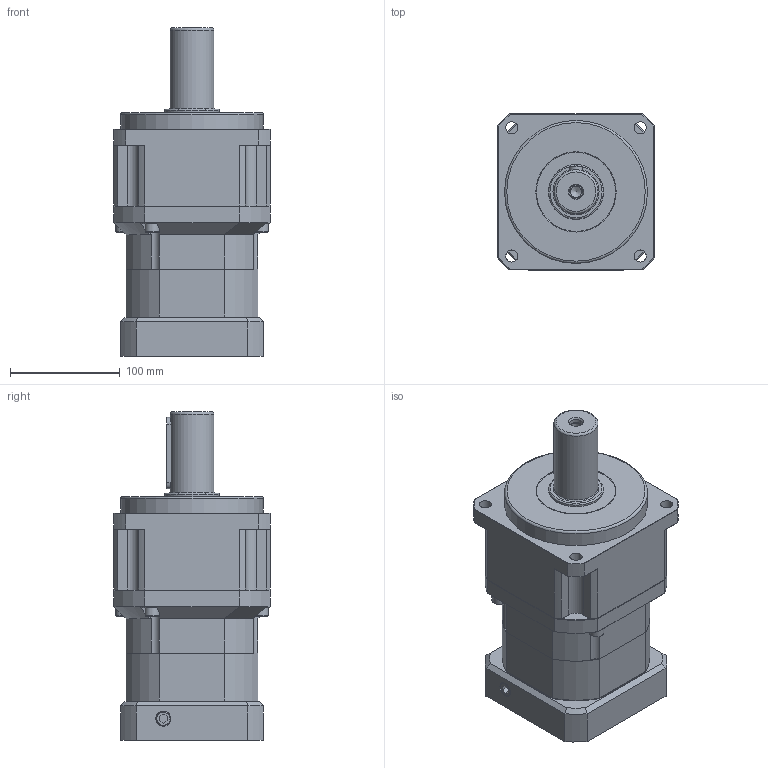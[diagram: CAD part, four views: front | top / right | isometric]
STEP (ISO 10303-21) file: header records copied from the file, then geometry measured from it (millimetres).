
FILE_DESCRIPTION((''),'2;1');
FILE_NAME('PGX142S-H-2.stp','2013-08-27T14:33:09',('young'),(''),'Autodesk Inventor 2012','Autodesk Inventor 2012','');
FILE_SCHEMA(('AUTOMOTIVE_DESIGN { 1 0 10303 214 1 1 1 1 }'));
Length unit declared in the file: millimetre
Products named in the file (1): PGX142S-H-2
Bounding box: 142 x 142 x 298.5 mm (x, y, z)
Volume: 3099361.9 mm3; surface area: 342361.6 mm2
Topology: 21 solids, 21 shells, 680 faces, 1614 edges, 1019 vertices
Faces by surface type: plane 355, cylinder 179, cone 89, bspline 33, torus 22, sphere 2
Full cylindrical faces by diameter (mm): 4.5 x4, 5 x4, 6.8 x9, 7 x4, 8 x13, 8.5 x8, 9 x1, 10.2 x1, 11 x4, 11.125 x2, 12 x1, 13 x11, 24 x1, 29.9 x1, 38.2 x1, 39.8 x1, 40 x2, 49 x1, 49.8 x1, 50 x1, 55 x2, 72 x2, 90 x1, 105 x2, 130 x1
Entity records: 20846 total; most frequent: CARTESIAN_POINT 5788, DIRECTION 3103, ORIENTED_EDGE 2852, EDGE_CURVE 1426, AXIS2_PLACEMENT_3D 1180, VERTEX_POINT 983, EDGE_LOOP 923, VECTOR 743
